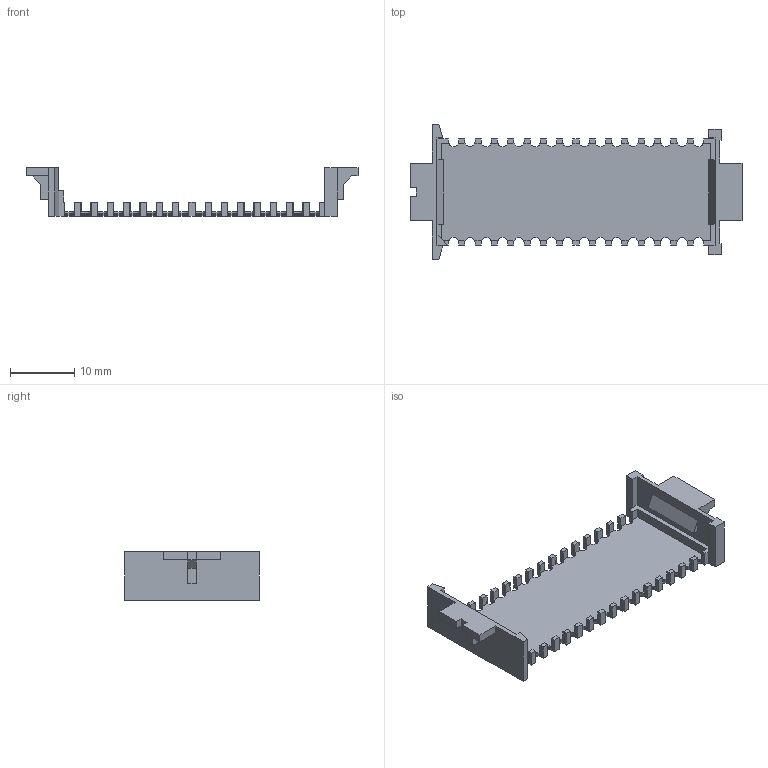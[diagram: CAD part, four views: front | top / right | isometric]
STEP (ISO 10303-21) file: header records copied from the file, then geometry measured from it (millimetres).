
FILE_DESCRIPTION(('FreeCAD Model'),'2;1');
FILE_NAME('Molex78802_PCB_32.step','2021-05-29T06:30:31',('Author'),(''), 'Open CASCADE STEP processor 7.4','FreeCAD','Unknown');
FILE_SCHEMA(('AUTOMOTIVE_DESIGN { 1 0 10303 214 1 1 1 1 }'));
Length unit declared in the file: millimetre
Products named in the file (1): Molex78802_PCB_32
Bounding box: 51.68 x 21 x 7.6 mm (x, y, z)
Volume: 923.1 mm3; surface area: 2529 mm2
Topology: 1 solids, 1 shells, 643 faces, 1913 edges, 1274 vertices
Faces by surface type: plane 643
Entity records: 21116 total; most frequent: CARTESIAN_POINT 3831, ORIENTED_EDGE 3826, DIRECTION 3201, EDGE_CURVE 1913, LINE 1913, VECTOR 1913, VERTEX_POINT 1274, FACE_BOUND 645
